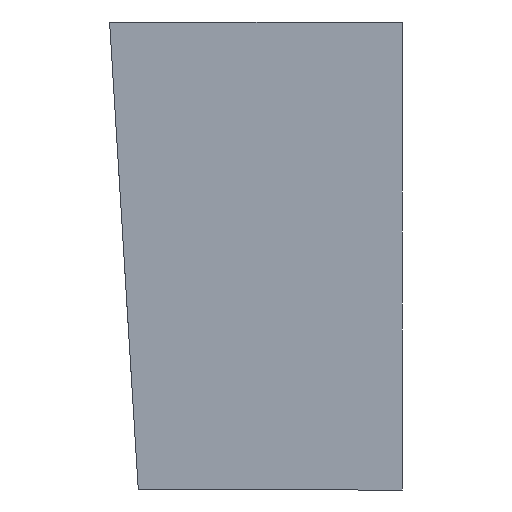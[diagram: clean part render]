
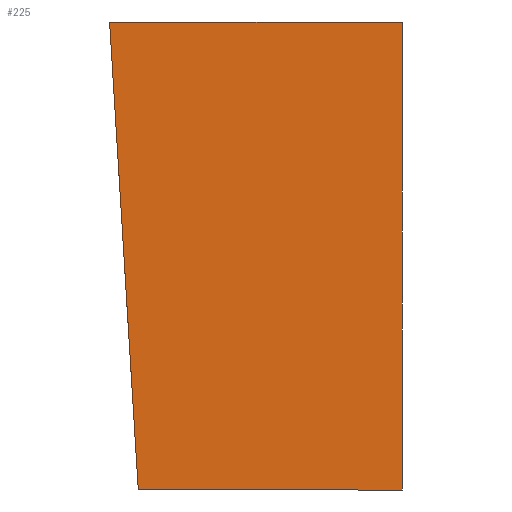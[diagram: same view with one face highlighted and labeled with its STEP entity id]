
A CAD part, left-side view. The second image highlights one B-rep face of the part: STEP entity #225.
In plain terms, the highlighted planar face has unit normal (-1, 0, 0).
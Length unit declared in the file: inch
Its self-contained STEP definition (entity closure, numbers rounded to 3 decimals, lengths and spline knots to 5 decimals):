
#15 = VECTOR ( 'NONE', #160, 39.37008 ) ;
#16 = LINE ( 'NONE', #159, #15 ) ;
#17 = VECTOR ( 'NONE', #158, 39.37008 ) ;
#57 = LINE ( 'NONE', #157, #63 ) ;
#58 = LINE ( 'NONE', #114, #60 ) ;
#59 = LINE ( 'NONE', #156, #17 ) ;
#60 = VECTOR ( 'NONE', #119, 39.37008 ) ;
#63 = VECTOR ( 'NONE', #153, 39.37008 ) ;
#114 = CARTESIAN_POINT ( 'NONE',  ( -0.785, 0.886, 0. ) ) ;
#119 = DIRECTION ( 'NONE',  ( 0., -0.061, -0.998 ) ) ;
#153 = DIRECTION ( 'NONE',  ( 0., -1., 0. ) ) ;
#156 = CARTESIAN_POINT ( 'NONE',  ( -0.785, 0.3937, -2.40561 ) ) ;
#157 = CARTESIAN_POINT ( 'NONE',  ( -0.785, 0., -0.787 ) ) ;
#158 = DIRECTION ( 'NONE',  ( 0., 0., 1. ) ) ;
#159 = CARTESIAN_POINT ( 'NONE',  ( -0.785, 0., 0. ) ) ;
#160 = DIRECTION ( 'NONE',  ( 0., -1., 0. ) ) ;
#186 = CARTESIAN_POINT ( 'NONE',  ( -0.785, 0.3937, 0. ) ) ;
#188 = CARTESIAN_POINT ( 'NONE',  ( -0.785, 0., -0.787 ) ) ;
#190 = CARTESIAN_POINT ( 'NONE',  ( -0.785, 0.886, 0. ) ) ;
#194 = DIRECTION ( 'NONE',  ( 0., 0., 1. ) ) ;
#195 = DIRECTION ( 'NONE',  ( -1., 0., 0. ) ) ;
#196 = CARTESIAN_POINT ( 'NONE',  ( -0.785, 0.3937, -0.787 ) ) ;
#198 = VERTEX_POINT ( 'NONE', #186 ) ;
#202 = VERTEX_POINT ( 'NONE', #196 ) ;
#205 = CARTESIAN_POINT ( 'NONE',  ( -0.785, 0.83787, -0.787 ) ) ;
#209 = VERTEX_POINT ( 'NONE', #190 ) ;
#212 = PLANE ( 'NONE',  #260 ) ;
#224 = VERTEX_POINT ( 'NONE', #205 ) ;
#225 = ADVANCED_FACE ( 'NONE', ( #331 ), #212, .T. ) ;
#250 = EDGE_CURVE ( 'NONE', #209, #224, #58, .T. ) ;
#251 = EDGE_CURVE ( 'NONE', #224, #202, #57, .T. ) ;
#252 = EDGE_CURVE ( 'NONE', #202, #198, #59, .T. ) ;
#253 = EDGE_CURVE ( 'NONE', #209, #198, #16, .T. ) ;
#260 = AXIS2_PLACEMENT_3D ( 'NONE', #188, #195, #194 ) ;
#306 = ORIENTED_EDGE ( 'NONE', *, *, #251, .T. ) ;
#311 = ORIENTED_EDGE ( 'NONE', *, *, #253, .F. ) ;
#331 = FACE_OUTER_BOUND ( 'NONE', #336, .T. ) ;
#336 = EDGE_LOOP ( 'NONE', ( #372, #311, #367, #306 ) ) ;
#367 = ORIENTED_EDGE ( 'NONE', *, *, #250, .T. ) ;
#372 = ORIENTED_EDGE ( 'NONE', *, *, #252, .T. ) ;
